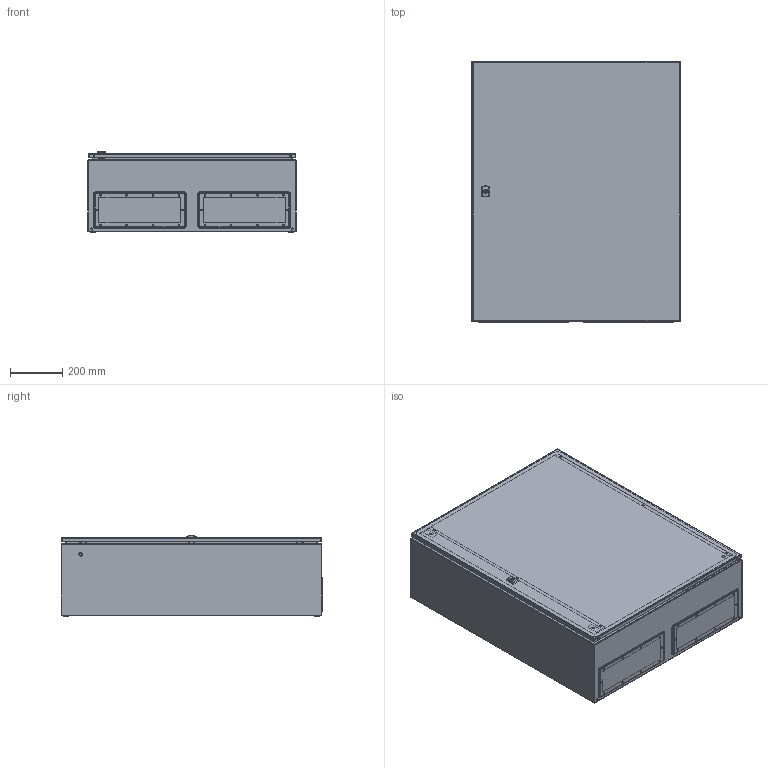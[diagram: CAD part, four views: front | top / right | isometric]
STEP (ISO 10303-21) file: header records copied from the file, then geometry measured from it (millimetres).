
FILE_DESCRIPTION( ( 'STEP AP214' ), '1' );
FILE_NAME( 'MAS1008030R5(1).stp', '2019-09-23T09:38:56', ( '' ), ( '' ), ' ', 'PARTsolutions', ' ' );
FILE_SCHEMA( ( 'AUTOMOTIVE_DESIGN { 1 0 10303 214 1 1 1 1 }' ) );
Length unit declared in the file: millimetre
Products named in the file (10): MAS1008030R5(1); _MAS1008030(1); _MMSH06SS(1)_right; _ADP10080R5(1); _ALL503(1,2.8); _MASLS1000(1); _8844-0649-02(1)_Rod guide; _AMP10080_MPL(1); _AF02R5_GP(1); _AG02_GPG(1)
Assembly tree (14 placements, depth 2):
  MAS1008030R5(1)
    _MAS1008030(1)
    _MMSH06SS(1)_right  x3
    _ADP10080R5(1)
    _ALL503(1,2.8)
    _MASLS1000(1)
    _8844-0649-02(1)_Rod guide  x2
    _AMP10080_MPL(1)
    _AF02R5_GP(1)  x2
    _AG02_GPG(1)  x2
Bounding box: 800 x 1003.9 x 308.5 mm (x, y, z)
Volume: 6708614.9 mm3; surface area: 7357912.9 mm2
Topology: 14 solids, 15 shells, 2230 faces, 5553 edges, 3615 vertices
Faces by surface type: plane 1116, cylinder 939, torus 93, cone 78, bspline 4
Full cylindrical faces by diameter (mm): 1 x136, 2 x132, 2.5 x20, 3 x1, 3.5 x172, 3.95 x20, 4 x4, 4.134 x1, 4.2 x6, 4.3 x3, 4.5 x12, 4.7 x2, 4.9 x6, 5.8 x4, 6 x25, 6.5 x22, 7 x20, 7.75 x2, 8 x13, 8.5 x4, 8.7 x2, 9 x11, 11.5 x1, 12 x2, 14 x9, 15 x4, 15.8 x1, 16.1 x1, 18 x1, 27 x1
Entity records: 76246 total; most frequent: DIRECTION 10415, CARTESIAN_POINT 10345, ORIENTED_EDGE 8690, EDGE_CURVE 4345, AXIS2_PLACEMENT_3D 4063, EDGE_LOOP 3867, VERTEX_POINT 3282, FACE_OUTER_BOUND 2713
